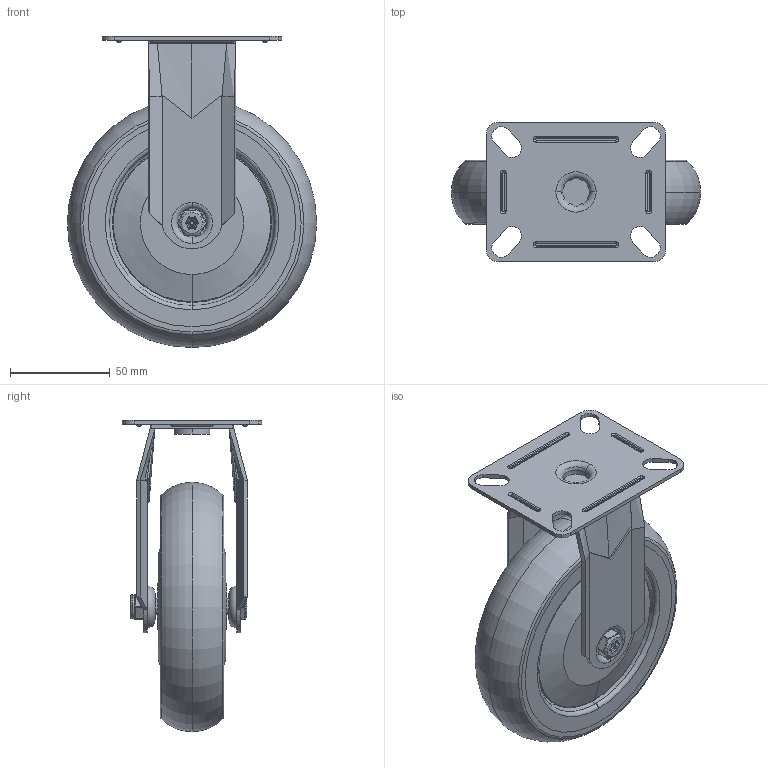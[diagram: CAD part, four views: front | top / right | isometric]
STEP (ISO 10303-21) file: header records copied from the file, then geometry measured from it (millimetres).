
FILE_DESCRIPTION(('STEP AP203'),'1');
FILE_NAME('BZMF125VGRBJ.STEP','2023-05-22T12:09:09',(' '),(' '),'Spatial InterOp 3D',' ',' ');
FILE_SCHEMA(('CONFIG_CONTROL_DESIGN'));
Length unit declared in the file: metre
Products named in the file (22): BZMF125AS; ZINC PLATED PRESSED STEEL TOP PLATE; ZINC PLATED PRESSED STEEL FORKS; BZMF125VGRBJ; BZM125WTPRBJM8; THERMOPLASTIC RUBBER; POLYPROPYLENE RIM; BEARING 6202; METAL; METAL2; Pattern; Component1; MIDDLE; RUBBER; RUBBER2; CAP; BOLTBZM8MM; ZINC PLATED AXLE BOLT; NYLOC NUT; NUT; RUBBER3; NYLOCM8Z
Assembly tree (29 placements, depth 5):
  BZMF125VGRBJ
    BZMF125AS
      ZINC PLATED PRESSED STEEL TOP PLATE
      ZINC PLATED PRESSED STEEL FORKS
    BZM125WTPRBJM8
      THERMOPLASTIC RUBBER
      POLYPROPYLENE RIM
      BEARING 6202
        METAL
        METAL2
        Pattern
          Component1  x8
        MIDDLE
        RUBBER
        RUBBER2
      CAP  x2
    BOLTBZM8MM
      ZINC PLATED AXLE BOLT
    NYLOCM8Z
      NYLOC NUT
        NUT
        RUBBER3
Bounding box: 125 x 70 x 156 mm (x, y, z)
Volume: 298434 mm3; surface area: 138891.3 mm2
Topology: 22 solids, 22 shells, 931 faces, 2315 edges, 1461 vertices
Faces by surface type: cylinder 265, plane 264, extrusion 140, torus 90, sphere 80, bspline 66, cone 26
Entity records: 40565 total; most frequent: CARTESIAN_POINT 18690, ORIENTED_EDGE 4354, DIRECTION 4123, EDGE_CURVE 2177, AXIS2_PLACEMENT_3D 1602, VERTEX_POINT 1411, EDGE_LOOP 1032, VECTOR 919
